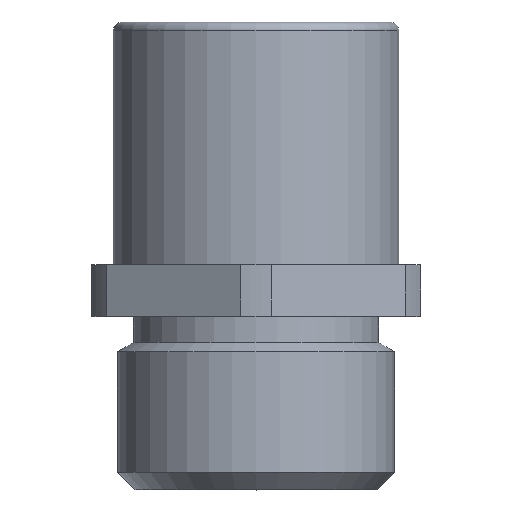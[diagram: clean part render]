
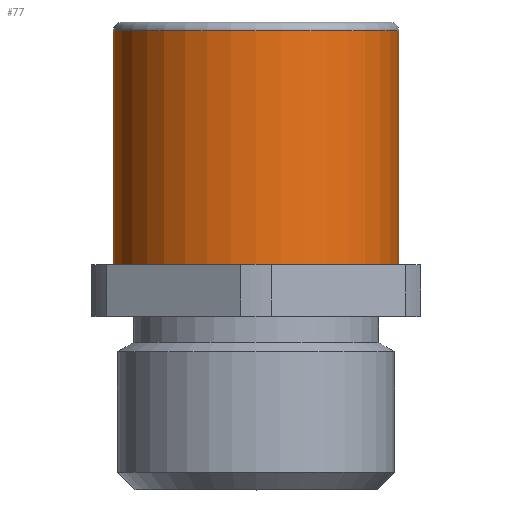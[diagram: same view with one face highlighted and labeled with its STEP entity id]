
A CAD part, top view. The second image highlights one B-rep face of the part: STEP entity #77.
In plain terms, the highlighted cylindrical face has radius 8.25 mm (diameter 16.5 mm), a full revolution.
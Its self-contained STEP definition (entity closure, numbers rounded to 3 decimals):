
#77 = ADVANCED_FACE( '', ( #111, #112 ), #113, .T. );
#111 = FACE_OUTER_BOUND( '', #186, .T. );
#112 = FACE_OUTER_BOUND( '', #187, .T. );
#113 = CYLINDRICAL_SURFACE( '', #188, 8.25 );
#186 = EDGE_LOOP( '', ( #265 ) );
#187 = EDGE_LOOP( '', ( #266 ) );
#188 = AXIS2_PLACEMENT_3D( '', #267, #268, #269 );
#265 = ORIENTED_EDGE( '', *, *, #447, .T. );
#266 = ORIENTED_EDGE( '', *, *, #449, .F. );
#267 = CARTESIAN_POINT( '', ( 0., -13.5, 0. ) );
#268 = DIRECTION( '', ( 0., 1., 0. ) );
#269 = DIRECTION( '', ( 0., 0., -1. ) );
#447 = EDGE_CURVE( '', #500, #500, #501, .T. );
#449 = EDGE_CURVE( '', #504, #504, #505, .T. );
#500 = VERTEX_POINT( '', #592 );
#501 = CIRCLE( '', #593, 8.25 );
#504 = VERTEX_POINT( '', #596 );
#505 = CIRCLE( '', #597, 8.25 );
#592 = CARTESIAN_POINT( '', ( 0., 13., -8.25 ) );
#593 = AXIS2_PLACEMENT_3D( '', #709, #710, #711 );
#596 = CARTESIAN_POINT( '', ( 0., -0.5, -8.25 ) );
#597 = AXIS2_PLACEMENT_3D( '', #715, #716, #717 );
#709 = CARTESIAN_POINT( '', ( 0., 13., 0. ) );
#710 = DIRECTION( '', ( 0., -1., 0. ) );
#711 = DIRECTION( '', ( 0., 0., -1. ) );
#715 = CARTESIAN_POINT( '', ( 0., -0.5, 0. ) );
#716 = DIRECTION( '', ( 0., -1., 0. ) );
#717 = DIRECTION( '', ( 0., 0., -1. ) );
